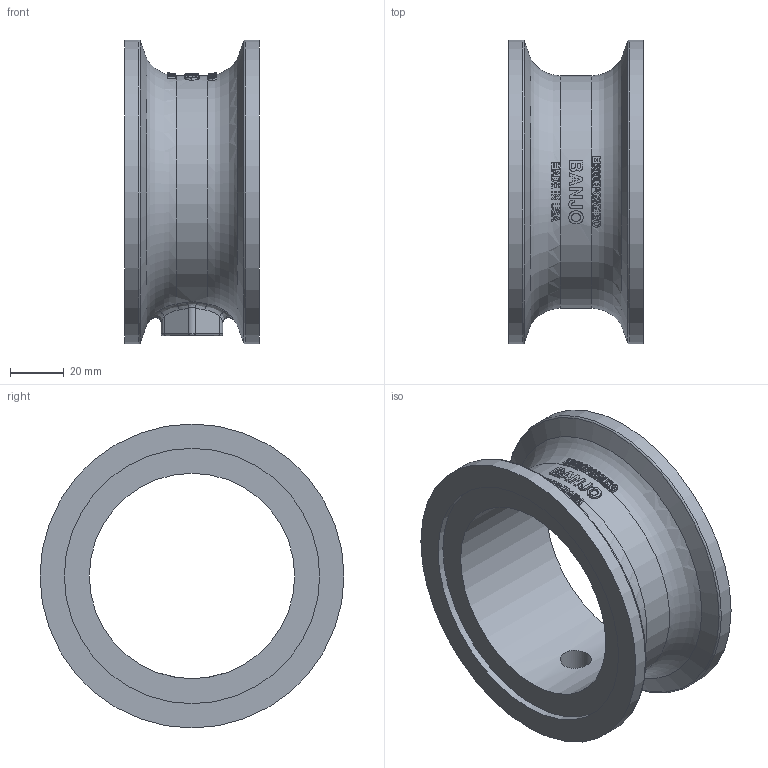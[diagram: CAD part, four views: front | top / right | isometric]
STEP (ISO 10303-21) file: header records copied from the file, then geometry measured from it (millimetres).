
FILE_DESCRIPTION(/* description */ ('3" MANIFOLD COUPLING X 12" W/ 1/2" GAGE PORT'),/* implementation_level */ '2;1');
FILE_NAME(/* name */ 'M300CPG2GISO.stp',/* time_stamp */ '2017-07-18T11:34:21-04:00',/* author */ ('areid'),/* organization */ (''),/* preprocessor_version */ 'ST-DEVELOPER v16.5',/* originating_system */ 'Autodesk Inventor 2017',/* authorisation */ '');
FILE_SCHEMA (('AUTOMOTIVE_DESIGN { 1 0 10303 214 3 1 1 }'));
Length unit declared in the file: inch
Products named in the file (2): M300CPG2GISO; M300CPG2GISOX
Assembly tree (1 placements, depth 2):
  M300CPG2GISO
    M300CPG2GISOX
Bounding box: 50 x 112.78 x 112.78 mm (x, y, z)
Volume: 128192.6 mm3; surface area: 43965.4 mm2
Topology: 1 solids, 1 shells, 442 faces, 1170 edges, 769 vertices
Faces by surface type: bspline 186, plane 185, torus 40, cylinder 28, cone 3
Full cylindrical faces by diameter (mm): 11.455 x1, 76.2 x1, 94.742 x2, 112.776 x2
Entity records: 17172 total; most frequent: CARTESIAN_POINT 7074, ORIENTED_EDGE 2306, DIRECTION 1710, EDGE_CURVE 1153, VERTEX_POINT 765, AXIS2_PLACEMENT_3D 659, EDGE_LOOP 498, FACE_OUTER_BOUND 442
